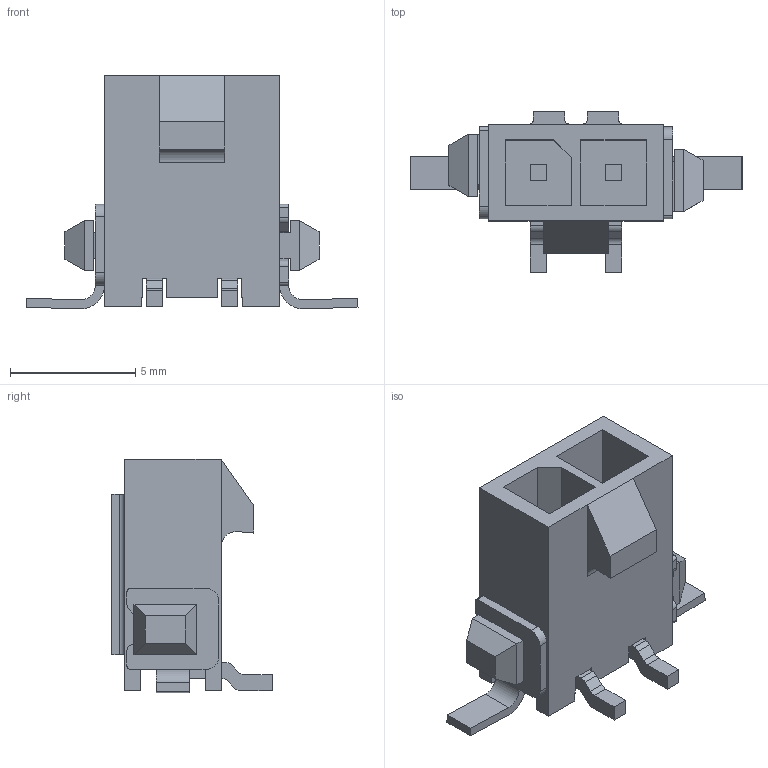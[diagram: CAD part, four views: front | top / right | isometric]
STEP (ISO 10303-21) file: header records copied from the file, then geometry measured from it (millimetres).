
FILE_DESCRIPTION((''),'2;1');
FILE_NAME('C-2-1445096-2','2010-12-27T',('workeradm'),('Tyco Electronics Ltd.'),'PRO/ENGINEER BY PARAMETRIC TECHNOLOGY CORPORATION, 2009300','PRO/ENGINEER BY PARAMETRIC TECHNOLOGY CORPORATION, 2009300','');
FILE_SCHEMA(('AUTOMOTIVE_DESIGN { 1 0 10303 214 1 1 1 1 }'));
Length unit declared in the file: millimetre
Products named in the file (1): C-2-1445096-2
Bounding box: 13.25 x 6.41 x 9.33 mm (x, y, z)
Volume: 182.1 mm3; surface area: 516.1 mm2
Topology: 1 solids, 1 shells, 189 faces, 515 edges, 334 vertices
Faces by surface type: plane 154, cylinder 35
Entity records: 6146 total; most frequent: CARTESIAN_POINT 1040, ORIENTED_EDGE 1030, DIRECTION 963, EDGE_CURVE 515, VECTOR 445, LINE 445, VERTEX_POINT 334, AXIS2_PLACEMENT_3D 259
